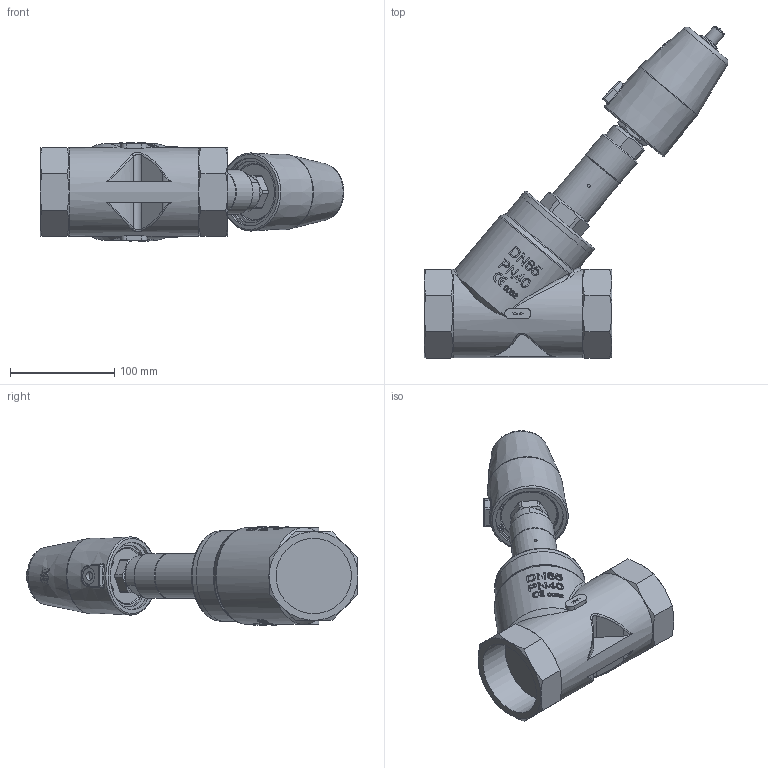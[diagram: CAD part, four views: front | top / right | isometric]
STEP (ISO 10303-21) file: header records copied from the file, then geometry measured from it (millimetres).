
FILE_DESCRIPTION(/* description */ ('DG2D3124065'),/* implementation_level */ '2;1');
FILE_NAME(/* name */ 'DG2D3124065_OS.stp',/* time_stamp */ '2022-01-27T13:34:49+01:00',/* author */ ('hois'),/* organization */ (''),/* preprocessor_version */ 'ST-DEVELOPER v18.1',/* originating_system */ 'Autodesk Inventor 2020',/* authorisation */ '');
FILE_SCHEMA (('AUTOMOTIVE_DESIGN { 1 0 10303 214 3 1 1 }'));
Length unit declared in the file: millimetre
Products named in the file (8): DG2D3124065; GGS0065.29.0033-GM; ETG0065.20.0104; MUV3415.15.0013; DER0650.06.0013; SZY0630.23.0022; DIN0472-63x2,5; VST1415.08.0013
Assembly tree (7 placements, depth 2):
  DG2D3124065
    GGS0065.29.0033-GM
    ETG0065.20.0104
    MUV3415.15.0013
    DER0650.06.0013
    SZY0630.23.0022
    DIN0472-63x2,5
    VST1415.08.0013
Bounding box: 291.38 x 318.27 x 94 mm (x, y, z)
Volume: 1475372.5 mm3; surface area: 214609.9 mm2
Topology: 7 solids, 7 shells, 636 faces, 1674 edges, 1120 vertices
Faces by surface type: plane 282, bspline 152, cylinder 133, cone 46, torus 20, sphere 3
Full cylindrical faces by diameter (mm): 1.5 x1, 3 x3, 8.566 x1, 8.7 x1, 12 x2, 12.376 x1, 13 x1, 14 x2, 14.5 x1, 16 x1, 20 x2, 24.376 x1, 24.5 x1, 26 x1, 28 x1, 32.5 x2, 34 x1, 34.3 x1, 43 x2, 60 x1, 63 x1, 64 x1, 65 x3, 69 x1, 72 x1, 72.226 x3, 75.188 x1, 75.3 x1, 75.5 x1, 80.5 x1
Entity records: 24436 total; most frequent: CARTESIAN_POINT 9086, ORIENTED_EDGE 3344, DIRECTION 2843, EDGE_CURVE 1672, VERTEX_POINT 1120, AXIS2_PLACEMENT_3D 1087, EDGE_LOOP 722, LINE 669
